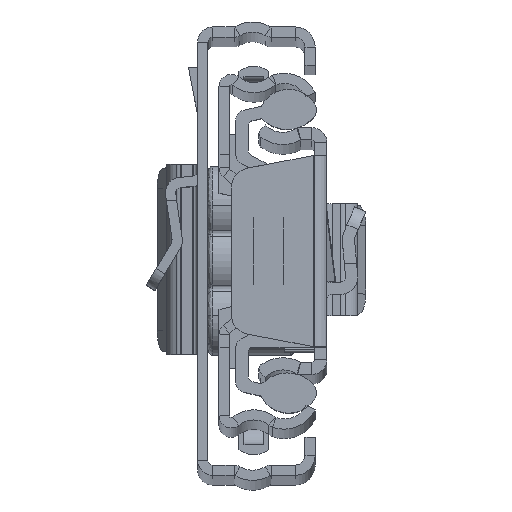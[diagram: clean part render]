
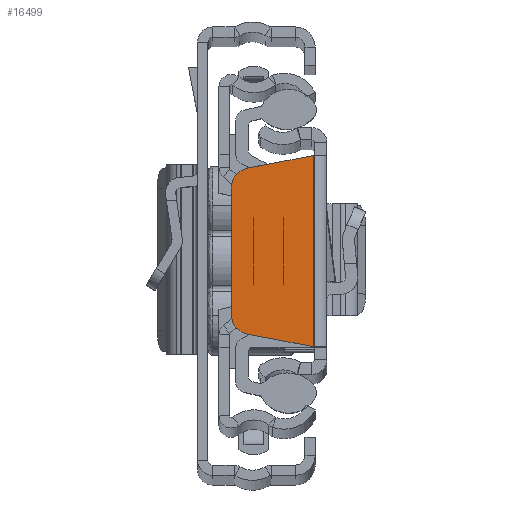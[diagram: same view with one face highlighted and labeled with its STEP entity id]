
A CAD part, top view. The second image highlights one B-rep face of the part: STEP entity #16499.
In plain terms, the highlighted planar face has unit normal (0, 0, 1).
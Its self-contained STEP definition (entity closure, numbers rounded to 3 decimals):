
#33 = ORIENTED_EDGE ( 'NONE', *, *, #12900, .T. ) ;
#334 = CIRCLE ( 'NONE', #12477, 2. ) ;
#1229 = AXIS2_PLACEMENT_3D ( 'NONE', #7673, #11350, #14295 ) ;
#1268 = LINE ( 'NONE', #17780, #15575 ) ;
#2008 = VERTEX_POINT ( 'NONE', #20939 ) ;
#2434 = DIRECTION ( 'NONE',  ( 0., -1., 0. ) ) ;
#2750 = ORIENTED_EDGE ( 'NONE', *, *, #15787, .T. ) ;
#3438 = ORIENTED_EDGE ( 'NONE', *, *, #12118, .F. ) ;
#4382 = CARTESIAN_POINT ( 'NONE',  ( -1.36, -9.379, 0. ) ) ;
#4564 = CARTESIAN_POINT ( 'NONE',  ( -7.778, 8.147, 0. ) ) ;
#4611 = VERTEX_POINT ( 'NONE', #21061 ) ;
#4843 = ORIENTED_EDGE ( 'NONE', *, *, #7783, .T. ) ;
#4950 = EDGE_CURVE ( 'NONE', #8455, #19020, #21032, .T. ) ;
#5438 = LINE ( 'NONE', #14014, #21491 ) ;
#6734 = DIRECTION ( 'NONE',  ( -1., 0., 0. ) ) ;
#7236 = CARTESIAN_POINT ( 'NONE',  ( -1.36, -9.379, 0. ) ) ;
#7673 = CARTESIAN_POINT ( 'NONE',  ( 0., 0., 0. ) ) ;
#7783 = EDGE_CURVE ( 'NONE', #21241, #4611, #1268, .T. ) ;
#8095 = PLANE ( 'NONE',  #1229 ) ;
#8272 = CARTESIAN_POINT ( 'NONE',  ( -1.786, -9.298, 0. ) ) ;
#8455 = VERTEX_POINT ( 'NONE', #17622 ) ;
#8575 = CARTESIAN_POINT ( 'NONE',  ( -7.401, 6.183, 0. ) ) ;
#10325 = VECTOR ( 'NONE', #19492, 1000. ) ;
#10567 = CIRCLE ( 'NONE', #20272, 2. ) ;
#10588 = ORIENTED_EDGE ( 'NONE', *, *, #14886, .T. ) ;
#11245 = FACE_OUTER_BOUND ( 'NONE', #14805, .T. ) ;
#11350 = DIRECTION ( 'NONE',  ( 0., 0., -1. ) ) ;
#11371 = DIRECTION ( 'NONE',  ( -1., 0., 0. ) ) ;
#12118 = EDGE_CURVE ( 'NONE', #2008, #19020, #14167, .T. ) ;
#12477 = AXIS2_PLACEMENT_3D ( 'NONE', #14638, #13014, #11371 ) ;
#12900 = EDGE_CURVE ( 'NONE', #2008, #17053, #5438, .T. ) ;
#13014 = DIRECTION ( 'NONE',  ( 0., 0., 1. ) ) ;
#13792 = VECTOR ( 'NONE', #2434, 1000. ) ;
#13800 = DIRECTION ( 'NONE',  ( -0.982, -0.189, 0. ) ) ;
#14014 = CARTESIAN_POINT ( 'NONE',  ( -1.786, 9.298, 0. ) ) ;
#14167 = LINE ( 'NONE', #7236, #13792 ) ;
#14295 = DIRECTION ( 'NONE',  ( -1., 0., 0. ) ) ;
#14638 = CARTESIAN_POINT ( 'NONE',  ( -7.401, -6.183, 0. ) ) ;
#14805 = EDGE_LOOP ( 'NONE', ( #4843, #10588, #20512, #3438, #33, #2750 ) ) ;
#14886 = EDGE_CURVE ( 'NONE', #4611, #8455, #334, .T. ) ;
#15207 = DIRECTION ( 'NONE',  ( 0., 0., 1. ) ) ;
#15575 = VECTOR ( 'NONE', #19612, 1000. ) ;
#15787 = EDGE_CURVE ( 'NONE', #17053, #21241, #10567, .T. ) ;
#16499 = ADVANCED_FACE ( 'NONE', ( #11245 ), #8095, .F. ) ;
#17053 = VERTEX_POINT ( 'NONE', #4564 ) ;
#17622 = CARTESIAN_POINT ( 'NONE',  ( -7.778, -8.147, 0. ) ) ;
#17780 = CARTESIAN_POINT ( 'NONE',  ( -9.401, 0., 0. ) ) ;
#19020 = VERTEX_POINT ( 'NONE', #4382 ) ;
#19492 = DIRECTION ( 'NONE',  ( 0.982, -0.189, 0. ) ) ;
#19612 = DIRECTION ( 'NONE',  ( 0., -1., 0. ) ) ;
#20070 = CARTESIAN_POINT ( 'NONE',  ( -9.401, 6.183, 0. ) ) ;
#20272 = AXIS2_PLACEMENT_3D ( 'NONE', #8575, #15207, #6734 ) ;
#20512 = ORIENTED_EDGE ( 'NONE', *, *, #4950, .T. ) ;
#20939 = CARTESIAN_POINT ( 'NONE',  ( -1.36, 9.379, 0. ) ) ;
#21032 = LINE ( 'NONE', #8272, #10325 ) ;
#21061 = CARTESIAN_POINT ( 'NONE',  ( -9.401, -6.183, 0. ) ) ;
#21241 = VERTEX_POINT ( 'NONE', #20070 ) ;
#21491 = VECTOR ( 'NONE', #13800, 1000. ) ;
